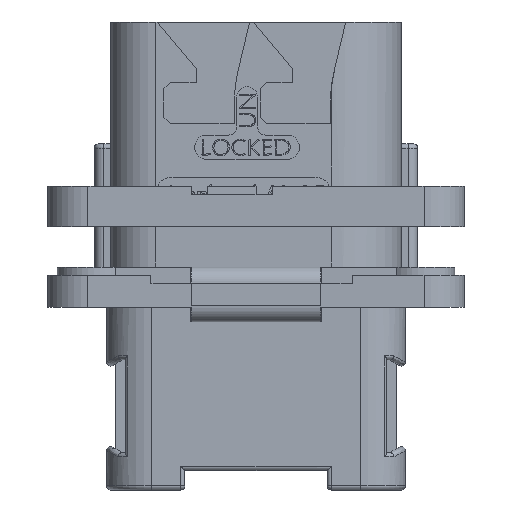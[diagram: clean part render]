
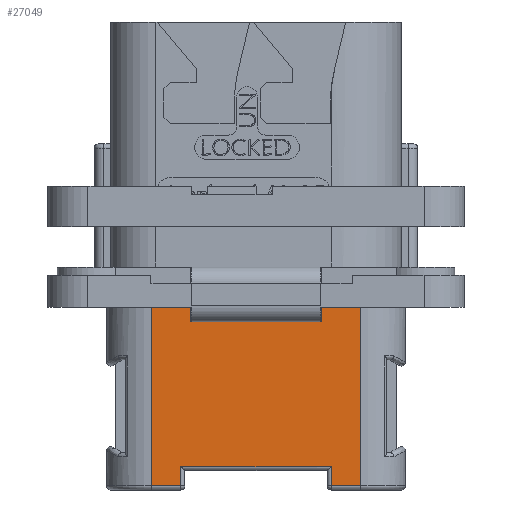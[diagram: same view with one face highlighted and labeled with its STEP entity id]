
A CAD part, left-side view. The second image highlights one B-rep face of the part: STEP entity #27049.
In plain terms, the highlighted planar face has unit normal (-1, 0, 0).
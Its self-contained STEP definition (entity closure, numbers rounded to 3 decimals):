
#2911=DIRECTION('',(0.,1.,0.));
#2912=VECTOR('',#2911,12.9);
#2913=CARTESIAN_POINT('',(-9.25,-6.45,0.));
#2914=LINE('',#2913,#2912);
#3483=DIRECTION('',(0.,1.,0.));
#3484=VECTOR('',#3483,9.294);
#3485=CARTESIAN_POINT('',(-9.25,-4.647,-9.85));
#3486=LINE('',#3485,#3484);
#3487=DIRECTION('',(0.,1.,0.));
#3488=VECTOR('',#3487,1.803);
#3489=CARTESIAN_POINT('',(-9.25,4.647,-11.05));
#3490=LINE('',#3489,#3488);
#3491=DIRECTION('',(0.,0.,1.));
#3492=VECTOR('',#3491,11.05);
#3493=CARTESIAN_POINT('',(-9.25,6.45,-11.05));
#3494=LINE('',#3493,#3492);
#3495=DIRECTION('',(0.,0.,1.));
#3496=VECTOR('',#3495,11.05);
#3497=CARTESIAN_POINT('',(-9.25,-6.45,-11.05));
#3498=LINE('',#3497,#3496);
#3499=DIRECTION('',(0.,1.,0.));
#3500=VECTOR('',#3499,1.803);
#3501=CARTESIAN_POINT('',(-9.25,-6.45,-11.05));
#3502=LINE('',#3501,#3500);
#3528=DIRECTION('',(0.,0.,-1.));
#3529=VECTOR('',#3528,1.2);
#3530=CARTESIAN_POINT('',(-9.25,-4.647,-9.85));
#3531=LINE('',#3530,#3529);
#8417=DIRECTION('',(0.,0.,1.));
#8418=VECTOR('',#8417,1.2);
#8419=CARTESIAN_POINT('',(-9.25,4.647,-11.05));
#8420=LINE('',#8419,#8418);
#20779=CARTESIAN_POINT('',(-9.25,-6.45,0.));
#20780=CARTESIAN_POINT('',(-9.25,6.45,0.));
#20781=VERTEX_POINT('',#20779);
#20782=VERTEX_POINT('',#20780);
#20879=CARTESIAN_POINT('',(-9.25,-6.45,-11.05));
#20880=VERTEX_POINT('',#20879);
#20883=CARTESIAN_POINT('',(-9.25,-4.647,-11.05));
#20884=VERTEX_POINT('',#20883);
#20900=CARTESIAN_POINT('',(-9.25,4.647,-11.05));
#20902=VERTEX_POINT('',#20900);
#20905=CARTESIAN_POINT('',(-9.25,6.45,-11.05));
#20906=VERTEX_POINT('',#20905);
#21336=CARTESIAN_POINT('',(-9.25,-4.647,-9.85));
#21337=CARTESIAN_POINT('',(-9.25,4.647,-9.85));
#21338=VERTEX_POINT('',#21336);
#21339=VERTEX_POINT('',#21337);
#27027=CARTESIAN_POINT('',(-9.25,-9.25,0.));
#27028=DIRECTION('',(-1.,0.,0.));
#27029=DIRECTION('',(0.,1.,0.));
#27030=AXIS2_PLACEMENT_3D('',#27027,#27028,#27029);
#27031=PLANE('',#27030);
#27033=ORIENTED_EDGE('',*,*,#27032,.T.);
#27035=ORIENTED_EDGE('',*,*,#27034,.F.);
#27037=ORIENTED_EDGE('',*,*,#27036,.T.);
#27039=ORIENTED_EDGE('',*,*,#27038,.T.);
#27040=ORIENTED_EDGE('',*,*,#26149,.F.);
#27042=ORIENTED_EDGE('',*,*,#27041,.F.);
#27044=ORIENTED_EDGE('',*,*,#27043,.T.);
#27046=ORIENTED_EDGE('',*,*,#27045,.F.);
#27047=EDGE_LOOP('',(#27033,#27035,#27037,#27039,#27040,#27042,#27044,#27046));
#27048=FACE_OUTER_BOUND('',#27047,.F.);
#27049=ADVANCED_FACE('',(#27048),#27031,.T.);
#26149=EDGE_CURVE('',#20781,#20782,#2914,.T.);
#27032=EDGE_CURVE('',#21338,#21339,#3486,.T.);
#27034=EDGE_CURVE('',#20902,#21339,#8420,.T.);
#27036=EDGE_CURVE('',#20902,#20906,#3490,.T.);
#27038=EDGE_CURVE('',#20906,#20782,#3494,.T.);
#27041=EDGE_CURVE('',#20880,#20781,#3498,.T.);
#27043=EDGE_CURVE('',#20880,#20884,#3502,.T.);
#27045=EDGE_CURVE('',#21338,#20884,#3531,.T.);
